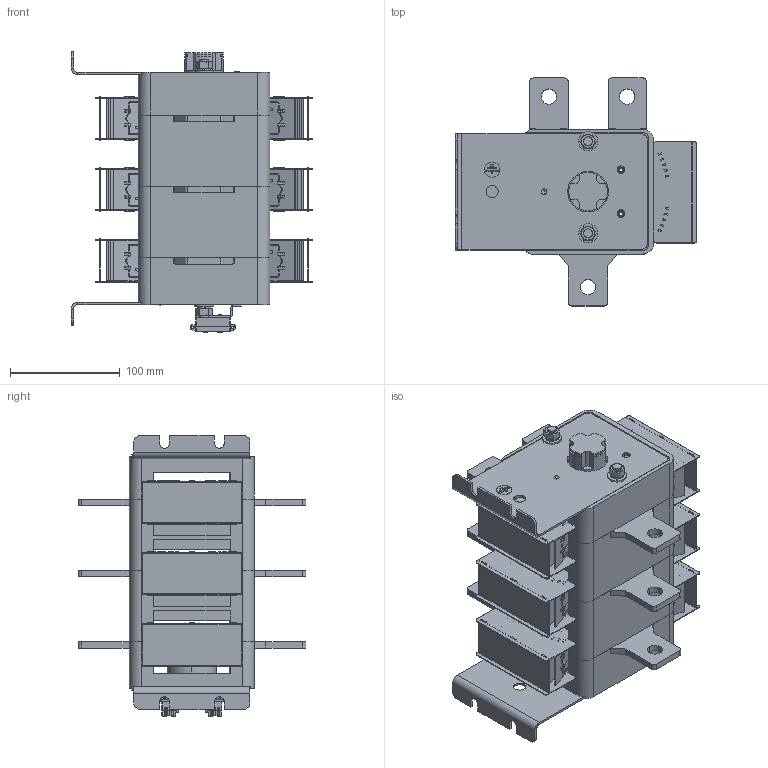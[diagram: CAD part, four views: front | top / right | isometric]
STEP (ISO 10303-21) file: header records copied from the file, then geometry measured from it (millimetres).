
FILE_DESCRIPTION (( 'STEP AP203' ), '1' );
FILE_NAME ('ÂÐ32-39 2 íàïðàâëåíèÿ.STEP', '2014-06-25T10:33:59', ( 'admin' ), ( 'Microsoft' ), 'SwSTEP 2.0', 'SolidWorks 2007', '' );
FILE_SCHEMA (( 'CONFIG_CONTROL_DESIGN' ));
Length unit declared in the file: millimetre
Products named in the file (1): ÂÐ32-39 2 íàïðàâëåíèÿ
Bounding box: 220 x 207.75 x 256.14 mm (x, y, z)
Surface area: 511500.5 mm2 (no closed solid volume)
Topology: 0 solids, 200 shells, 1525 faces, 9319 edges, 7833 vertices
Faces by surface type: plane 957, cylinder 460, torus 77, cone 28, bspline 3
Entity records: 91371 total; most frequent: CARTESIAN_POINT 20513, DIRECTION 13967, ORIENTED_EDGE 11948, EDGE_CURVE 9319, VERTEX_POINT 7833, VECTOR 7441, LINE 7441, AXIS2_PLACEMENT_3D 3263
